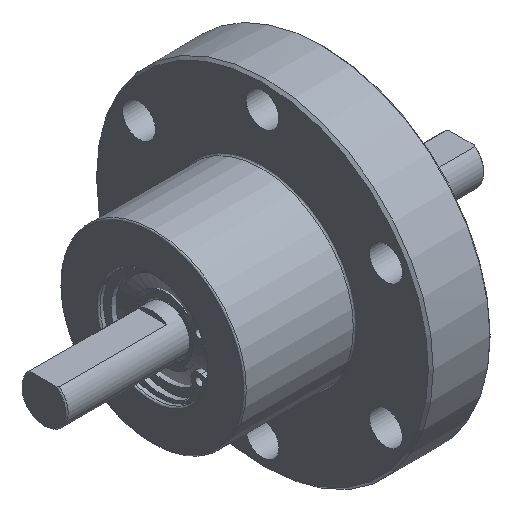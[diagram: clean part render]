
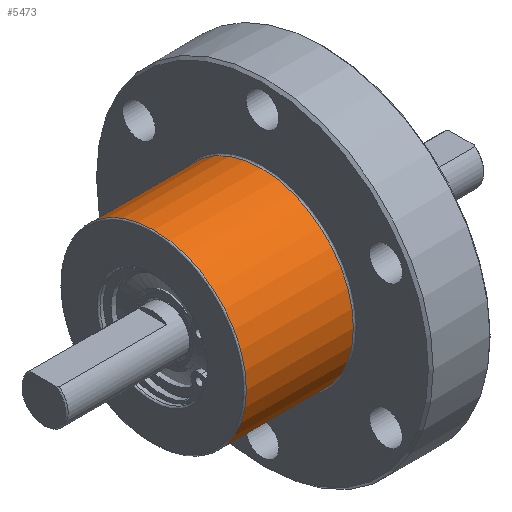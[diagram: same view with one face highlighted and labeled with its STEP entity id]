
A CAD part, isometric view. The second image highlights one B-rep face of the part: STEP entity #5473.
In plain terms, the highlighted cylindrical face has radius 19.031 mm (diameter 38.062 mm), a full revolution.
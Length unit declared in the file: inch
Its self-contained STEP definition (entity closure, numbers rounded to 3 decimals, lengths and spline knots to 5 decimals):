
#391 = EDGE_LOOP ( 'NONE', ( #494 ) ) ;
#494 = ORIENTED_EDGE ( 'NONE', *, *, #3389, .T. ) ;
#496 = FACE_OUTER_BOUND ( 'NONE', #2946, .T. ) ;
#848 = AXIS2_PLACEMENT_3D ( 'NONE', #965, #2730, #3134 ) ;
#965 = CARTESIAN_POINT ( 'NONE',  ( 0., 0., 0. ) ) ;
#1160 = EDGE_CURVE ( 'NONE', #3269, #3269, #4957, .T. ) ;
#1241 = DIRECTION ( 'NONE',  ( 0., 0., 1. ) ) ;
#1244 = CARTESIAN_POINT ( 'NONE',  ( 1.38, 0., 0.74925 ) ) ;
#1285 = AXIS2_PLACEMENT_3D ( 'NONE', #2605, #2576, #1241 ) ;
#1353 = CYLINDRICAL_SURFACE ( 'NONE', #848, 0.74925 ) ;
#1638 = AXIS2_PLACEMENT_3D ( 'NONE', #4532, #2489, #1939 ) ;
#1939 = DIRECTION ( 'NONE',  ( 0., 0., 1. ) ) ;
#2021 = CIRCLE ( 'NONE', #1285, 0.74925 ) ;
#2489 = DIRECTION ( 'NONE',  ( 1., 0., 0. ) ) ;
#2527 = CARTESIAN_POINT ( 'NONE',  ( 0.512, 0., 0.74925 ) ) ;
#2576 = DIRECTION ( 'NONE',  ( -1., 0., 0. ) ) ;
#2605 = CARTESIAN_POINT ( 'NONE',  ( 1.38, 0., 0. ) ) ;
#2730 = DIRECTION ( 'NONE',  ( -1., 0., 0. ) ) ;
#2946 = EDGE_LOOP ( 'NONE', ( #5142 ) ) ;
#3084 = FACE_OUTER_BOUND ( 'NONE', #391, .T. ) ;
#3134 = DIRECTION ( 'NONE',  ( 0., 0., 1. ) ) ;
#3269 = VERTEX_POINT ( 'NONE', #2527 ) ;
#3389 = EDGE_CURVE ( 'NONE', #4387, #4387, #2021, .T. ) ;
#4387 = VERTEX_POINT ( 'NONE', #1244 ) ;
#4532 = CARTESIAN_POINT ( 'NONE',  ( 0.512, 0., 0. ) ) ;
#4957 = CIRCLE ( 'NONE', #1638, 0.74925 ) ;
#5142 = ORIENTED_EDGE ( 'NONE', *, *, #1160, .T. ) ;
#5473 = ADVANCED_FACE ( 'NONE', ( #496, #3084 ), #1353, .T. ) ;
